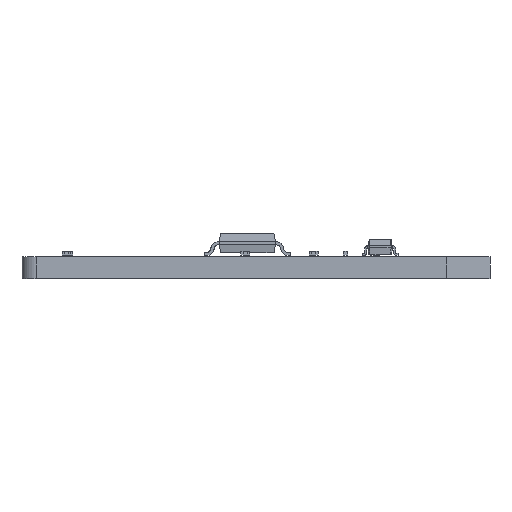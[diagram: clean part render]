
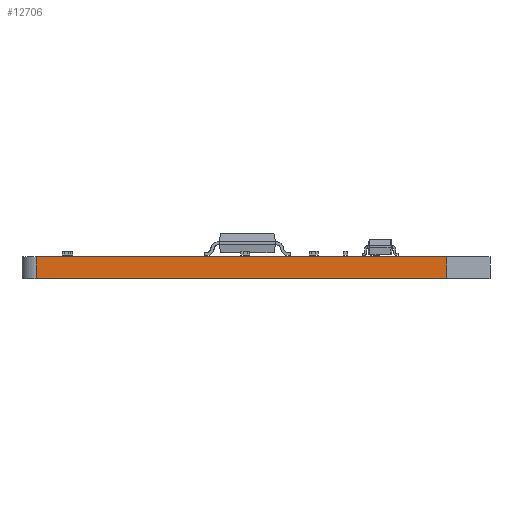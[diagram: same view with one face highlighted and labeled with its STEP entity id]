
A CAD part, left-side view. The second image highlights one B-rep face of the part: STEP entity #12706.
In plain terms, the highlighted planar face has unit normal (-1, 0, 0).
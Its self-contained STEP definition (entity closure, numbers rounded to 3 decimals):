
#10781 = VERTEX_POINT('',#10782);
#10782 = CARTESIAN_POINT('',(68.8,-65.6,0.));
#10789 = EDGE_CURVE('',#10790,#10781,#10792,.T.);
#10790 = VERTEX_POINT('',#10791);
#10791 = CARTESIAN_POINT('',(68.8,-94.,0.));
#10792 = LINE('',#10793,#10794);
#10793 = CARTESIAN_POINT('',(68.8,-94.,0.));
#10794 = VECTOR('',#10795,1.);
#10795 = DIRECTION('',(0.,1.,0.));
#11730 = VERTEX_POINT('',#11731);
#11731 = CARTESIAN_POINT('',(68.8,-65.6,1.51));
#11738 = EDGE_CURVE('',#11739,#11730,#11741,.T.);
#11739 = VERTEX_POINT('',#11740);
#11740 = CARTESIAN_POINT('',(68.8,-94.,1.51));
#11741 = LINE('',#11742,#11743);
#11742 = CARTESIAN_POINT('',(68.8,-94.,1.51));
#11743 = VECTOR('',#11744,1.);
#11744 = DIRECTION('',(0.,1.,0.));
#12676 = EDGE_CURVE('',#10781,#11730,#12677,.T.);
#12677 = LINE('',#12678,#12679);
#12678 = CARTESIAN_POINT('',(68.8,-65.6,0.));
#12679 = VECTOR('',#12680,1.);
#12680 = DIRECTION('',(0.,0.,1.));
#12706 = ADVANCED_FACE('',(#12707),#12718,.T.);
#12707 = FACE_BOUND('',#12708,.T.);
#12708 = EDGE_LOOP('',(#12709,#12715,#12716,#12717));
#12709 = ORIENTED_EDGE('',*,*,#12710,.T.);
#12710 = EDGE_CURVE('',#10790,#11739,#12711,.T.);
#12711 = LINE('',#12712,#12713);
#12712 = CARTESIAN_POINT('',(68.8,-94.,0.));
#12713 = VECTOR('',#12714,1.);
#12714 = DIRECTION('',(0.,0.,1.));
#12715 = ORIENTED_EDGE('',*,*,#11738,.T.);
#12716 = ORIENTED_EDGE('',*,*,#12676,.F.);
#12717 = ORIENTED_EDGE('',*,*,#10789,.F.);
#12718 = PLANE('',#12719);
#12719 = AXIS2_PLACEMENT_3D('',#12720,#12721,#12722);
#12720 = CARTESIAN_POINT('',(68.8,-94.,0.));
#12721 = DIRECTION('',(-1.,0.,0.));
#12722 = DIRECTION('',(0.,1.,0.));
